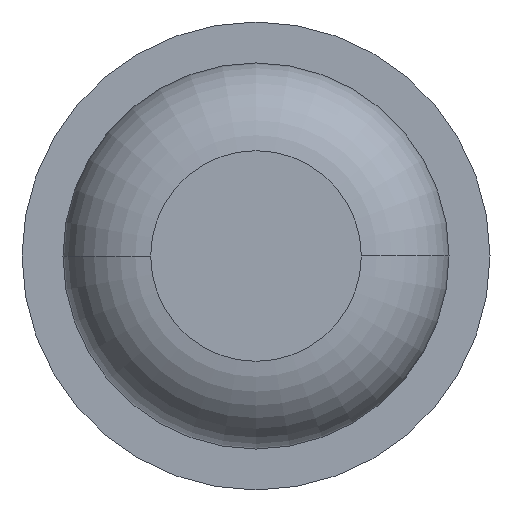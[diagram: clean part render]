
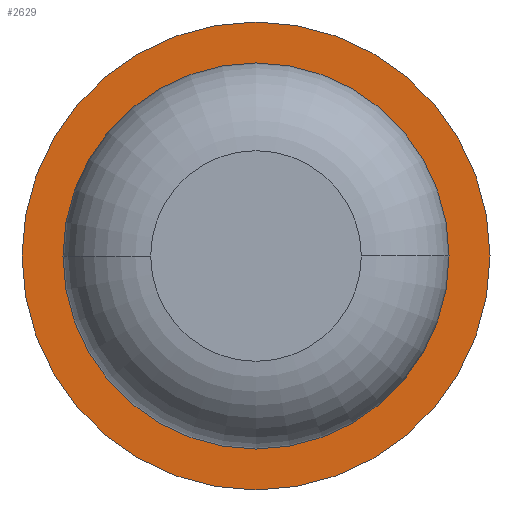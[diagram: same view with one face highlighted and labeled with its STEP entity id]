
A CAD part, front view. The second image highlights one B-rep face of the part: STEP entity #2629.
In plain terms, the highlighted planar face has unit normal (0, -1, 0).
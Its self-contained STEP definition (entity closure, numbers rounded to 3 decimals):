
#8 = EDGE_LOOP ( 'NONE', ( #1200, #3421 ) ) ;
#83 = CIRCLE ( 'NONE', #3614, 1. ) ;
#203 = CARTESIAN_POINT ( 'NONE',  ( -0.825, -6., 0. ) ) ;
#272 = CIRCLE ( 'NONE', #3594, 1. ) ;
#327 = FACE_BOUND ( 'NONE', #2303, .T. ) ;
#348 = VERTEX_POINT ( 'NONE', #3710 ) ;
#483 = AXIS2_PLACEMENT_3D ( 'NONE', #921, #610, #2168 ) ;
#518 = CARTESIAN_POINT ( 'NONE',  ( 0., -6., 0. ) ) ;
#522 = VERTEX_POINT ( 'NONE', #1315 ) ;
#610 = DIRECTION ( 'NONE',  ( 0., 1., 0. ) ) ;
#760 = CARTESIAN_POINT ( 'NONE',  ( 0., -6., 0. ) ) ;
#921 = CARTESIAN_POINT ( 'NONE',  ( 0.825, -6., 0. ) ) ;
#944 = DIRECTION ( 'NONE',  ( -1., 0., 0. ) ) ;
#1084 = EDGE_CURVE ( 'Defeature ausgef�hrt1_7+Defeature ausgef�hrt1_0+Defeature ausgef�hrt1_0+Defeature ausgef�hrt1_0', #348, #3029, #3859, .T. ) ;
#1200 = ORIENTED_EDGE ( 'NONE', *, *, #3713, .F. ) ;
#1208 = ORIENTED_EDGE ( 'NONE', *, *, #1667, .T. ) ;
#1218 = DIRECTION ( 'NONE',  ( 0., 1., 0. ) ) ;
#1315 = CARTESIAN_POINT ( 'NONE',  ( -1., -6., 0. ) ) ;
#1350 = FACE_OUTER_BOUND ( 'NONE', #8, .T. ) ;
#1443 = CARTESIAN_POINT ( 'NONE',  ( 0., -6., 0. ) ) ;
#1667 = EDGE_CURVE ( 'Defeature ausgef�hrt1_7+Defeature ausgef�hrt1_0+Defeature ausgef�hrt1_0+Defeature ausgef�hrt1_0', #3029, #348, #3134, .T. ) ;
#2041 = AXIS2_PLACEMENT_3D ( 'NONE', #518, #1218, #3464 ) ;
#2149 = EDGE_CURVE ( 'Defeature ausgef�hrt1_8+Defeature ausgef�hrt1_7+Defeature ausgef�hrt1_7+Defeature ausgef�hrt1_7', #2919, #522, #83, .T. ) ;
#2168 = DIRECTION ( 'NONE',  ( -1., 0., 0. ) ) ;
#2303 = EDGE_LOOP ( 'NONE', ( #1208, #2866 ) ) ;
#2629 = ADVANCED_FACE ( 'Defeature ausgef�hrt1_7', ( #1350, #327 ), #3483, .F. ) ;
#2704 = DIRECTION ( 'NONE',  ( 0., 1., 0. ) ) ;
#2721 = DIRECTION ( 'NONE',  ( -1., 0., 0. ) ) ;
#2866 = ORIENTED_EDGE ( 'NONE', *, *, #1084, .T. ) ;
#2919 = VERTEX_POINT ( 'NONE', #3341 ) ;
#3029 = VERTEX_POINT ( 'NONE', #203 ) ;
#3052 = DIRECTION ( 'NONE',  ( -1., 0., 0. ) ) ;
#3134 = CIRCLE ( 'NONE', #2041, 0.825 ) ;
#3193 = AXIS2_PLACEMENT_3D ( 'NONE', #760, #2704, #2721 ) ;
#3201 = DIRECTION ( 'NONE',  ( 0., 1., 0. ) ) ;
#3341 = CARTESIAN_POINT ( 'NONE',  ( 1., -6., 0. ) ) ;
#3391 = DIRECTION ( 'NONE',  ( 0., 1., 0. ) ) ;
#3421 = ORIENTED_EDGE ( 'NONE', *, *, #2149, .F. ) ;
#3464 = DIRECTION ( 'NONE',  ( -1., 0., 0. ) ) ;
#3483 = PLANE ( 'NONE',  #483 ) ;
#3504 = CARTESIAN_POINT ( 'NONE',  ( 0., -6., 0. ) ) ;
#3594 = AXIS2_PLACEMENT_3D ( 'NONE', #1443, #3391, #3052 ) ;
#3614 = AXIS2_PLACEMENT_3D ( 'NONE', #3504, #3201, #944 ) ;
#3710 = CARTESIAN_POINT ( 'NONE',  ( 0.825, -6., 0. ) ) ;
#3713 = EDGE_CURVE ( 'Defeature ausgef�hrt1_8+Defeature ausgef�hrt1_7+Defeature ausgef�hrt1_7+Defeature ausgef�hrt1_7', #522, #2919, #272, .T. ) ;
#3859 = CIRCLE ( 'NONE', #3193, 0.825 ) ;
